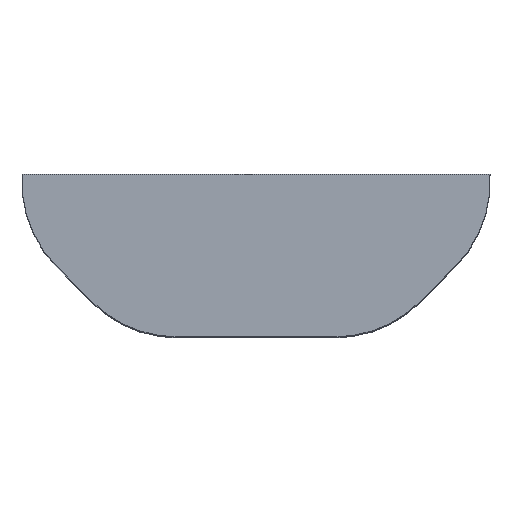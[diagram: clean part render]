
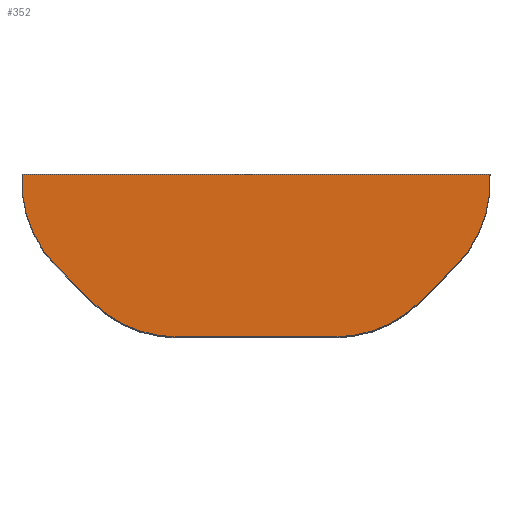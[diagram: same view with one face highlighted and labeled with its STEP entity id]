
A CAD part, top view. The second image highlights one B-rep face of the part: STEP entity #352.
In plain terms, the highlighted planar face has unit normal (0, 0, 1).
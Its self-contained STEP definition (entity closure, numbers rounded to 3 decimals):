
#37=DIRECTION('',(1.,0.,0.));
#38=VECTOR('',#37,6.54);
#39=CARTESIAN_POINT('',(-2.77,8.537,649.409));
#40=LINE('',#39,#38);
#79=CARTESIAN_POINT('',(-2.77,13.537,649.409));
#80=DIRECTION('',(0.,0.,1.));
#81=DIRECTION('',(-0.707,-0.707,0.));
#82=AXIS2_PLACEMENT_3D('',#79,#80,#81);
#84=DIRECTION('',(0.707,-0.707,0.));
#85=VECTOR('',#84,2.04);
#86=CARTESIAN_POINT('',(-7.748,11.444,649.409));
#87=LINE('',#86,#85);
#88=CARTESIAN_POINT('',(-4.213,14.98,649.409));
#89=DIRECTION('',(0.,0.,1.));
#90=DIRECTION('',(-0.998,0.062,0.));
#91=AXIS2_PLACEMENT_3D('',#88,#89,#90);
#93=CARTESIAN_POINT('',(5.213,14.98,649.409));
#94=DIRECTION('',(0.,0.,1.));
#95=DIRECTION('',(0.707,-0.707,0.));
#96=AXIS2_PLACEMENT_3D('',#93,#94,#95);
#98=DIRECTION('',(0.707,0.707,0.));
#99=VECTOR('',#98,2.04);
#100=CARTESIAN_POINT('',(7.306,10.002,649.409));
#101=LINE('',#100,#99);
#102=CARTESIAN_POINT('',(3.77,13.537,649.409));
#103=DIRECTION('',(0.,0.,1.));
#104=DIRECTION('',(0.,-1.,0.));
#105=AXIS2_PLACEMENT_3D('',#102,#103,#104);
#145=DIRECTION('',(-1.,0.,0.));
#146=VECTOR('',#145,19.406);
#147=CARTESIAN_POINT('',(10.203,15.287,649.409));
#148=LINE('',#147,#146);
#197=CARTESIAN_POINT('',(3.77,8.537,649.409));
#198=CARTESIAN_POINT('',(7.306,10.002,649.409));
#199=VERTEX_POINT('',#197);
#200=VERTEX_POINT('',#198);
#201=CARTESIAN_POINT('',(8.748,11.444,649.409));
#202=VERTEX_POINT('',#201);
#203=CARTESIAN_POINT('',(10.203,15.287,649.409));
#204=VERTEX_POINT('',#203);
#205=CARTESIAN_POINT('',(-9.203,15.287,649.409));
#206=CARTESIAN_POINT('',(-7.748,11.444,649.409));
#207=VERTEX_POINT('',#205);
#208=VERTEX_POINT('',#206);
#209=CARTESIAN_POINT('',(-6.306,10.002,649.409));
#210=VERTEX_POINT('',#209);
#211=CARTESIAN_POINT('',(-2.77,8.537,649.409));
#212=VERTEX_POINT('',#211);
#331=CARTESIAN_POINT('',(0.,0.,649.409));
#332=DIRECTION('',(0.,0.,1.));
#333=DIRECTION('',(1.,0.,0.));
#334=AXIS2_PLACEMENT_3D('',#331,#332,#333);
#335=PLANE('',#334);
#336=ORIENTED_EDGE('',*,*,#270,.F.);
#338=ORIENTED_EDGE('',*,*,#337,.F.);
#340=ORIENTED_EDGE('',*,*,#339,.F.);
#342=ORIENTED_EDGE('',*,*,#341,.F.);
#344=ORIENTED_EDGE('',*,*,#343,.F.);
#346=ORIENTED_EDGE('',*,*,#345,.F.);
#348=ORIENTED_EDGE('',*,*,#347,.F.);
#349=ORIENTED_EDGE('',*,*,#318,.F.);
#350=EDGE_LOOP('',(#336,#338,#340,#342,#344,#346,#348,#349));
#351=FACE_OUTER_BOUND('',#350,.F.);
#352=ADVANCED_FACE('',(#351),#335,.T.);
#83=CIRCLE('',#82,5.);
#92=CIRCLE('',#91,5.);
#97=CIRCLE('',#96,5.);
#106=CIRCLE('',#105,5.);
#270=EDGE_CURVE('',#212,#199,#40,.T.);
#318=EDGE_CURVE('',#199,#200,#106,.T.);
#337=EDGE_CURVE('',#210,#212,#83,.T.);
#339=EDGE_CURVE('',#208,#210,#87,.T.);
#341=EDGE_CURVE('',#207,#208,#92,.T.);
#343=EDGE_CURVE('',#204,#207,#148,.T.);
#345=EDGE_CURVE('',#202,#204,#97,.T.);
#347=EDGE_CURVE('',#200,#202,#101,.T.);
